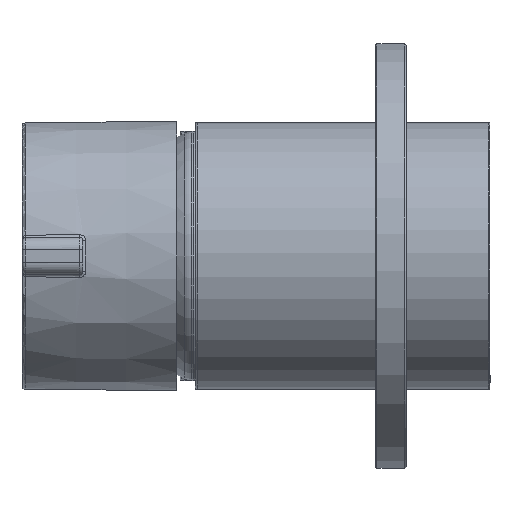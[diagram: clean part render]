
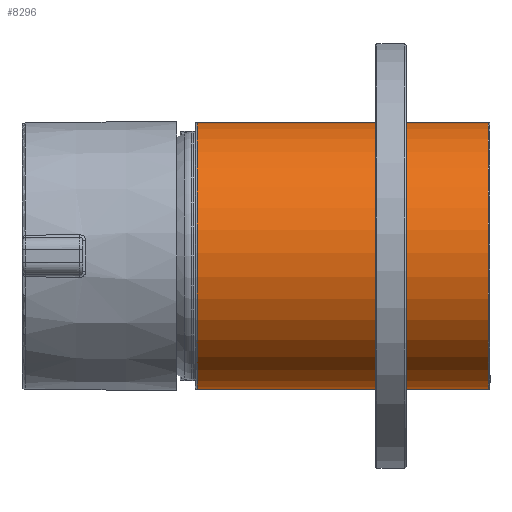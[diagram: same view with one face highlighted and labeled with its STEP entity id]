
A CAD part, left-side view. The second image highlights one B-rep face of the part: STEP entity #8296.
In plain terms, the highlighted cylindrical face has radius 22 mm (diameter 44 mm), a full revolution.
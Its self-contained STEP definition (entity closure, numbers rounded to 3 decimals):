
#197=CYLINDRICAL_SURFACE('',#8797,22.);
#447=CIRCLE('',#8798,22.);
#448=CIRCLE('',#8799,22.);
#1160=ORIENTED_EDGE('',*,*,#2671,.T.);
#1161=ORIENTED_EDGE('',*,*,#2672,.T.);
#2671=EDGE_CURVE('',#3458,#3458,#447,.F.);
#2672=EDGE_CURVE('',#3459,#3459,#448,.F.);
#3458=VERTEX_POINT('',#11897);
#3459=VERTEX_POINT('',#11899);
#4857=EDGE_LOOP('',(#1160));
#4858=EDGE_LOOP('',(#1161));
#5379=FACE_BOUND('',#4857,.T.);
#5380=FACE_BOUND('',#4858,.T.);
#8296=ADVANCED_FACE('',(#5379,#5380),#197,.T.);
#8797=AXIS2_PLACEMENT_3D('',#11895,#9628,#9629);
#8798=AXIS2_PLACEMENT_3D('',#11896,#9630,#9631);
#8799=AXIS2_PLACEMENT_3D('',#11898,#9632,#9633);
#9628=DIRECTION('',(0.,1.,0.));
#9629=DIRECTION('',(-1.,0.,0.));
#9630=DIRECTION('',(0.,-1.,0.));
#9631=DIRECTION('',(1.,0.,0.));
#9632=DIRECTION('',(0.,1.,0.));
#9633=DIRECTION('',(-1.,0.,0.));
#11895=CARTESIAN_POINT('',(0.,48.5,0.));
#11896=CARTESIAN_POINT('',(0.,0.3,0.));
#11897=CARTESIAN_POINT('',(22.,0.3,0.));
#11898=CARTESIAN_POINT('',(0.,48.2,0.));
#11899=CARTESIAN_POINT('',(-22.,48.2,0.));
